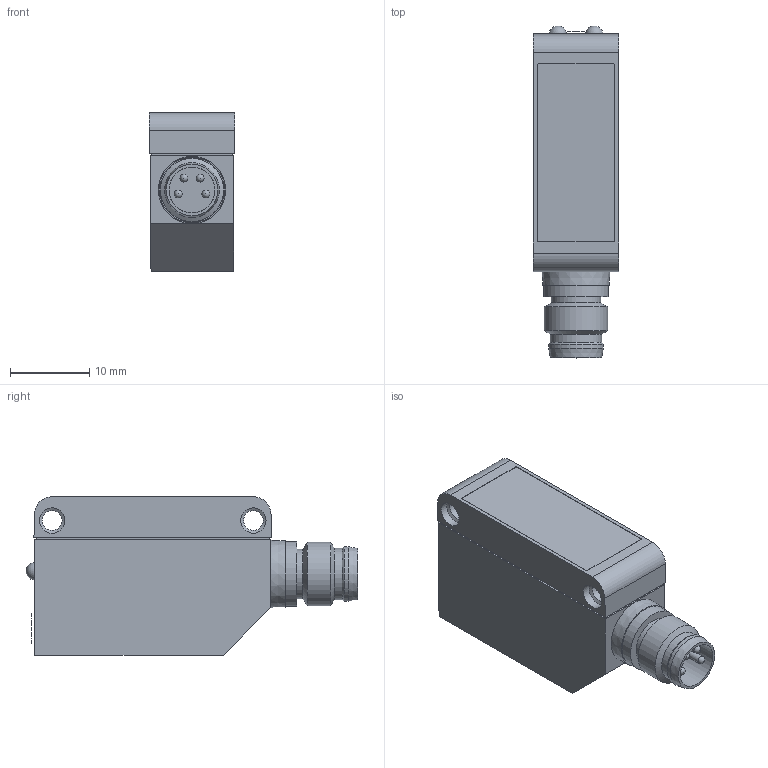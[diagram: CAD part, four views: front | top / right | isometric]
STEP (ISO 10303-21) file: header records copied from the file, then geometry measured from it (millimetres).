
FILE_DESCRIPTION(/* description */ (''),/* implementation_level */ '2;1');
FILE_NAME(/* name */ 'PD30-top-plug-simpel.stp',/* time_stamp */ '2021-04-16T09:54:14+02:00',/* author */ ('tvb'),/* organization */ (''),/* preprocessor_version */ 'ST-DEVELOPER v18.1',/* originating_system */ 'Autodesk Inventor 2021',/* authorisation */ '');
FILE_SCHEMA (('AUTOMOTIVE_DESIGN { 1 0 10303 214 3 1 1 }'));
Length unit declared in the file: millimetre
Products named in the file (1): PD30-top-plug-simpel-1
Bounding box: 10.8 x 41.9 x 20 mm (x, y, z)
Volume: 6332 mm3; surface area: 2919.1 mm2
Topology: 1 solids, 2 shells, 83 faces, 222 edges, 151 vertices
Faces by surface type: plane 37, cylinder 25, cone 13, sphere 6, bspline 2
Full cylindrical faces by diameter (mm): 1 x4, 2.5 x2, 3.2 x4, 5.77 x2, 5.8 x2, 6.2 x1, 6.5 x1, 6.9 x1, 8 x1, 8.2 x1
Entity records: 2828 total; most frequent: CARTESIAN_POINT 503, DIRECTION 485, ORIENTED_EDGE 432, EDGE_CURVE 216, AXIS2_PLACEMENT_3D 187, VERTEX_POINT 151, LINE 111, VECTOR 111
